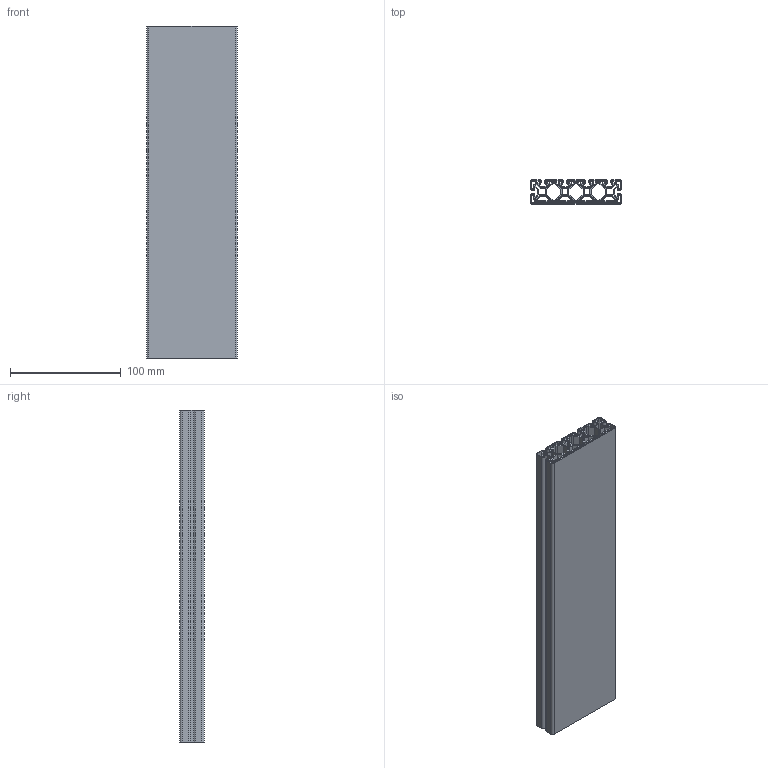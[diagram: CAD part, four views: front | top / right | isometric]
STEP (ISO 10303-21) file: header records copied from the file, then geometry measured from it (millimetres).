
FILE_DESCRIPTION (( 'STEP AP203' ), '1' );
FILE_NAME ('mesa_Default_sldprt.STEP', '2017-12-03T21:13:48', ( '' ), ( '' ), 'SwSTEP 2.0', 'SolidWorks 2017', '' );
FILE_SCHEMA (( 'CONFIG_CONTROL_DESIGN' ));
Length unit declared in the file: millimetre
Products named in the file (1): mesa_Default_sldprt
Bounding box: 82 x 22 x 300 mm (x, y, z)
Volume: 178824.1 mm3; surface area: 356592.3 mm2
Topology: 8 solids, 8 shells, 356 faces, 1020 edges, 680 vertices
Faces by surface type: plane 188, cylinder 168
Entity records: 11815 total; most frequent: DIRECTION 2070, CARTESIAN_POINT 2057, ORIENTED_EDGE 2040, EDGE_CURVE 1020, AXIS2_PLACEMENT_3D 693, VECTOR 684, LINE 684, VERTEX_POINT 680
